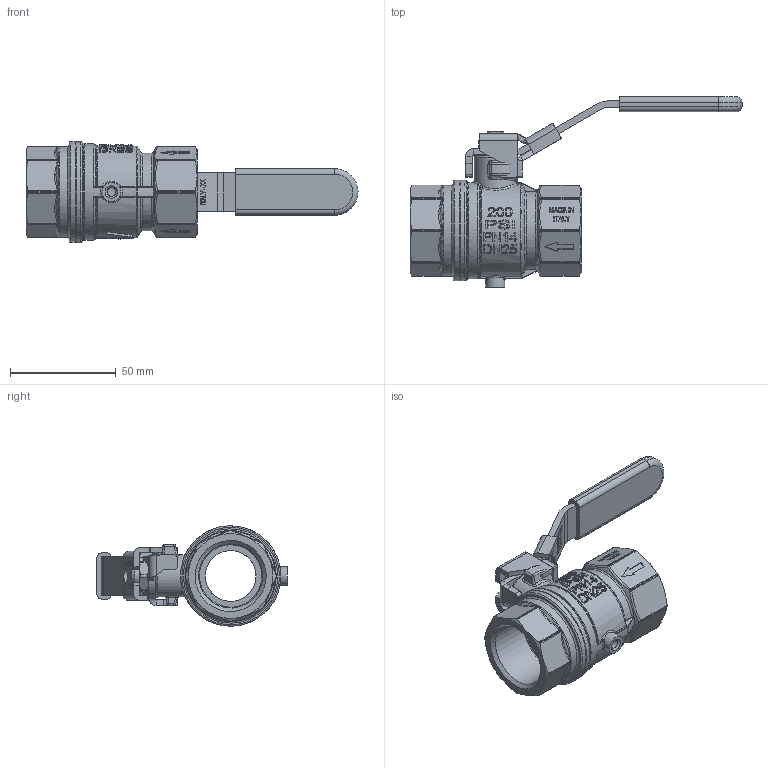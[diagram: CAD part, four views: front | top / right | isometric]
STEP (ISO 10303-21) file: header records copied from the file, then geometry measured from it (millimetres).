
FILE_DESCRIPTION(/* description */ (''),/* implementation_level */ '2;1');
FILE_NAME(/* name */ 'S93F00.stp',/* time_stamp */ '2020-07-21T09:31:34+02:00',/* author */ ('collas'),/* organization */ (''),/* preprocessor_version */ 'ST-DEVELOPER v17.2',/* originating_system */ 'Autodesk Inventor 2019',/* authorisation */ '');
FILE_SCHEMA (('AUTOMOTIVE_DESIGN { 1 0 10303 214 3 1 1 }'));
Products named in the file (12): S93F00; AV93F00; M93F00; PANOR6; pa6g06; O85F01; PBFA06; PBFI06; PBFI06_INSERTO; OBLF06; RIC_MED_BLO_AZZ_NEUTRA; PDNF6S
Assembly tree (11 placements, depth 4):
  S93F00
    AV93F00
      M93F00
      PANOR6
        pa6g06
      O85F01
    PBFA06
      PBFI06
        PBFI06_INSERTO
        OBLF06
      RIC_MED_BLO_AZZ_NEUTRA
    PDNF6S
Bounding box: 156.96 x 90.04 x 47.5 mm (x, y, z)
Volume: 96899.1 mm3; surface area: 42635.7 mm2
Topology: 7 solids, 7 shells, 1638 faces, 4264 edges, 2733 vertices
Faces by surface type: plane 832, bspline 472, cylinder 219, cone 53, torus 39, sphere 23
Full cylindrical faces by diameter (mm): 4.2 x1, 7.5 x1, 7.75 x1, 9 x1, 10.95 x1, 20 x1, 24 x2, 30.291 x2, 41 x1, 43 x1, 45.5 x1, 47.5 x2
Entity records: 62693 total; most frequent: CARTESIAN_POINT 24871, ORIENTED_EDGE 8480, DIRECTION 6449, EDGE_CURVE 4240, VERTEX_POINT 2733, LINE 2451, VECTOR 2451, AXIS2_PLACEMENT_3D 1999
